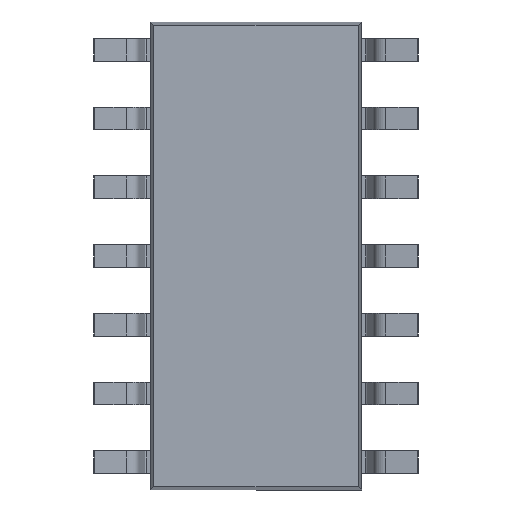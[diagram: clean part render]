
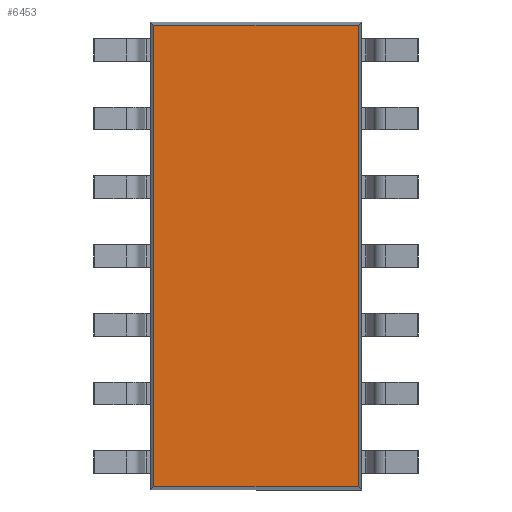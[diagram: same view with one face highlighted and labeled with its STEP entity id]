
A CAD part, front view. The second image highlights one B-rep face of the part: STEP entity #6453.
In plain terms, the highlighted planar face has unit normal (0, -1, 0).
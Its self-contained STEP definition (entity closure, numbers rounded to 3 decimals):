
#285 = CARTESIAN_POINT ( 'NONE',  ( 0., 0.25, 0. ) ) ;
#310 = DIRECTION ( 'NONE',  ( -1., 0., 0. ) ) ;
#533 = AXIS2_PLACEMENT_3D ( 'NONE', #285, #2334, #4345 ) ;
#579 = EDGE_CURVE ( 'NONE', #4950, #1368, #5711, .T. ) ;
#894 = EDGE_CURVE ( 'NONE', #1368, #6266, #3128, .T. ) ;
#997 = ORIENTED_EDGE ( 'NONE', *, *, #6267, .T. ) ;
#1058 = EDGE_LOOP ( 'NONE', ( #1765, #997, #6418, #5341 ) ) ;
#1086 = DIRECTION ( 'NONE',  ( 1., 0., 0. ) ) ;
#1275 = CARTESIAN_POINT ( 'NONE',  ( -1.894, 0.25, 4.269 ) ) ;
#1368 = VERTEX_POINT ( 'NONE', #5165 ) ;
#1765 = ORIENTED_EDGE ( 'NONE', *, *, #894, .T. ) ;
#2334 = DIRECTION ( 'NONE',  ( 0., -1., 0. ) ) ;
#2647 = LINE ( 'NONE', #3697, #4123 ) ;
#2870 = FACE_OUTER_BOUND ( 'NONE', #1058, .T. ) ;
#3128 = LINE ( 'NONE', #4647, #6149 ) ;
#3304 = VERTEX_POINT ( 'NONE', #3838 ) ;
#3548 = CARTESIAN_POINT ( 'NONE',  ( 1.894, 0.25, -4.269 ) ) ;
#3697 = CARTESIAN_POINT ( 'NONE',  ( 1.894, 0.25, -4.325 ) ) ;
#3838 = CARTESIAN_POINT ( 'NONE',  ( 1.894, 0.25, 4.269 ) ) ;
#3881 = EDGE_CURVE ( 'NONE', #3304, #4950, #4439, .T. ) ;
#4123 = VECTOR ( 'NONE', #4714, 1000. ) ;
#4345 = DIRECTION ( 'NONE',  ( 0., 0., -1. ) ) ;
#4439 = LINE ( 'NONE', #5296, #4806 ) ;
#4597 = CARTESIAN_POINT ( 'NONE',  ( -1.894, 0.25, 4.325 ) ) ;
#4647 = CARTESIAN_POINT ( 'NONE',  ( -1.95, 0.25, -4.269 ) ) ;
#4714 = DIRECTION ( 'NONE',  ( 0., 0., 1. ) ) ;
#4765 = VECTOR ( 'NONE', #5115, 1000. ) ;
#4776 = PLANE ( 'NONE',  #533 ) ;
#4806 = VECTOR ( 'NONE', #310, 1000. ) ;
#4950 = VERTEX_POINT ( 'NONE', #1275 ) ;
#5115 = DIRECTION ( 'NONE',  ( 0., 0., -1. ) ) ;
#5165 = CARTESIAN_POINT ( 'NONE',  ( -1.894, 0.25, -4.269 ) ) ;
#5296 = CARTESIAN_POINT ( 'NONE',  ( 1.95, 0.25, 4.269 ) ) ;
#5341 = ORIENTED_EDGE ( 'NONE', *, *, #579, .T. ) ;
#5711 = LINE ( 'NONE', #4597, #4765 ) ;
#6149 = VECTOR ( 'NONE', #1086, 1000. ) ;
#6266 = VERTEX_POINT ( 'NONE', #3548 ) ;
#6267 = EDGE_CURVE ( 'NONE', #6266, #3304, #2647, .T. ) ;
#6418 = ORIENTED_EDGE ( 'NONE', *, *, #3881, .T. ) ;
#6453 = ADVANCED_FACE ( 'NONE', ( #2870 ), #4776, .T. ) ;
